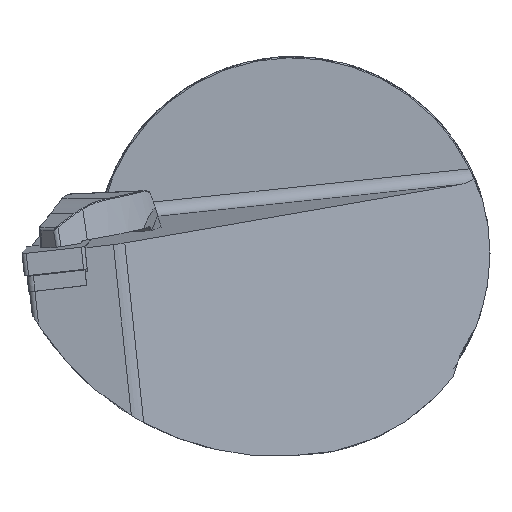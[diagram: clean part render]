
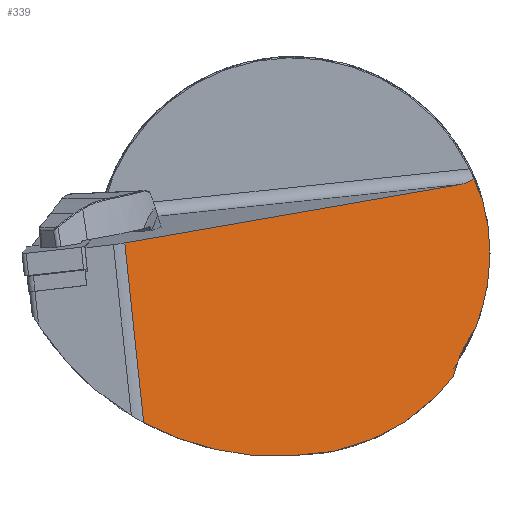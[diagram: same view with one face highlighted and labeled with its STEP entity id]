
A CAD part, left-side view. The second image highlights one B-rep face of the part: STEP entity #339.
In plain terms, the highlighted planar face has unit normal (-0.834, -0.551, -0.03).
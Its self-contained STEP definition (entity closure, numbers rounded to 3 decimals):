
#230=FACE_OUTER_BOUND('',#596,.T.);
#339=ADVANCED_FACE('',(#230),#461,.F.);
#461=PLANE('',#2299);
#525=ELLIPSE('',#2291,69.538,58.);
#526=ELLIPSE('',#2292,49.156,41.);
#527=ELLIPSE('',#2293,47.658,39.75);
#528=ELLIPSE('',#2294,35.887,27.664);
#529=ELLIPSE('',#2295,47.957,40.);
#530=ELLIPSE('',#2296,35.887,27.664);
#531=ELLIPSE('',#2297,47.658,39.75);
#532=ELLIPSE('',#2298,5.508,3.);
#596=EDGE_LOOP('',(#891,#892,#893,#894,#895,#896,#897,#898,#899,#900,#901,
#902,#903));
#738=B_SPLINE_CURVE_WITH_KNOTS('',3,(#3381,#3382,#3383,#3384),
 .UNSPECIFIED.,.F.,.F.,(4,4),(0.,1.),.UNSPECIFIED.);
#739=B_SPLINE_CURVE_WITH_KNOTS('',3,(#3386,#3387,#3388,#3389,#3390,#3391,
#3392),.UNSPECIFIED.,.F.,.F.,(4,3,4),(0.,0.485,1.),
 .UNSPECIFIED.);
#891=ORIENTED_EDGE('',*,*,#1686,.T.);
#892=ORIENTED_EDGE('',*,*,#1687,.T.);
#893=ORIENTED_EDGE('',*,*,#1688,.T.);
#894=ORIENTED_EDGE('',*,*,#1689,.F.);
#895=ORIENTED_EDGE('',*,*,#1690,.F.);
#896=ORIENTED_EDGE('',*,*,#1691,.F.);
#897=ORIENTED_EDGE('',*,*,#1692,.F.);
#898=ORIENTED_EDGE('',*,*,#1693,.F.);
#899=ORIENTED_EDGE('',*,*,#1694,.F.);
#900=ORIENTED_EDGE('',*,*,#1695,.F.);
#901=ORIENTED_EDGE('',*,*,#1696,.F.);
#902=ORIENTED_EDGE('',*,*,#1649,.F.);
#903=ORIENTED_EDGE('',*,*,#1697,.F.);
#1448=VERTEX_POINT('',#3020);
#1449=VERTEX_POINT('',#3022);
#1483=VERTEX_POINT('',#3375);
#1484=VERTEX_POINT('',#3376);
#1485=VERTEX_POINT('',#3378);
#1486=VERTEX_POINT('',#3380);
#1487=VERTEX_POINT('',#3385);
#1488=VERTEX_POINT('',#3393);
#1489=VERTEX_POINT('',#3395);
#1490=VERTEX_POINT('',#3397);
#1491=VERTEX_POINT('',#3399);
#1492=VERTEX_POINT('',#3401);
#1493=VERTEX_POINT('',#3403);
#1649=EDGE_CURVE('',#1448,#1449,#1946,.T.);
#1686=EDGE_CURVE('',#1483,#1484,#525,.T.);
#1687=EDGE_CURVE('',#1484,#1485,#1969,.T.);
#1688=EDGE_CURVE('',#1485,#1486,#526,.T.);
#1689=EDGE_CURVE('',#1487,#1486,#738,.T.);
#1690=EDGE_CURVE('',#1488,#1487,#739,.T.);
#1691=EDGE_CURVE('',#1489,#1488,#527,.T.);
#1692=EDGE_CURVE('',#1490,#1489,#528,.T.);
#1693=EDGE_CURVE('',#1491,#1490,#529,.T.);
#1694=EDGE_CURVE('',#1492,#1491,#530,.T.);
#1695=EDGE_CURVE('',#1493,#1492,#531,.T.);
#1696=EDGE_CURVE('',#1449,#1493,#532,.T.);
#1697=EDGE_CURVE('',#1483,#1448,#1970,.T.);
#1946=LINE('',#3021,#2095);
#1969=LINE('',#3377,#2118);
#1970=LINE('',#3405,#2119);
#2095=VECTOR('',#2479,1.);
#2118=VECTOR('',#2528,1.);
#2119=VECTOR('',#2543,1.);
#2291=AXIS2_PLACEMENT_3D('',#3374,#2526,#2527);
#2292=AXIS2_PLACEMENT_3D('',#3379,#2529,#2530);
#2293=AXIS2_PLACEMENT_3D('',#3394,#2531,#2532);
#2294=AXIS2_PLACEMENT_3D('',#3396,#2533,#2534);
#2295=AXIS2_PLACEMENT_3D('',#3398,#2535,#2536);
#2296=AXIS2_PLACEMENT_3D('',#3400,#2537,#2538);
#2297=AXIS2_PLACEMENT_3D('',#3402,#2539,#2540);
#2298=AXIS2_PLACEMENT_3D('',#3404,#2541,#2542);
#2299=AXIS2_PLACEMENT_3D('',#3406,#2544,#2545);
#2479=DIRECTION('',(0.542,-0.828,0.144));
#2526=DIRECTION('',(-0.834,-0.551,-0.03));
#2527=DIRECTION('',(0.552,-0.833,-0.046));
#2528=DIRECTION('',(0.551,-0.834,0.));
#2529=DIRECTION('',(-0.834,-0.551,-0.03));
#2530=DIRECTION('',(0.552,-0.833,-0.046));
#2531=DIRECTION('',(0.834,0.551,0.03));
#2532=DIRECTION('',(-0.552,0.833,0.046));
#2533=DIRECTION('',(0.834,0.551,0.03));
#2534=DIRECTION('',(0.552,-0.833,-0.046));
#2535=DIRECTION('',(0.834,0.551,0.03));
#2536=DIRECTION('',(-0.552,0.833,0.046));
#2537=DIRECTION('',(0.834,0.551,0.03));
#2538=DIRECTION('',(0.552,-0.833,-0.046));
#2539=DIRECTION('',(0.834,0.551,0.03));
#2540=DIRECTION('',(-0.552,0.833,0.046));
#2541=DIRECTION('',(-0.834,-0.551,-0.03));
#2542=DIRECTION('',(0.542,-0.828,0.144));
#2543=DIRECTION('',(-0.105,0.104,0.989));
#2544=DIRECTION('',(0.834,0.551,0.03));
#2545=DIRECTION('',(0.551,-0.834,0.));
#3020=CARTESIAN_POINT('',(2.82,34.128,2.139));
#3021=CARTESIAN_POINT('',(2.82,34.128,2.139));
#3022=CARTESIAN_POINT('',(47.314,-33.896,13.991));
#3374=CARTESIAN_POINT('',(22.975,2.805,16.767));
#3375=CARTESIAN_POINT('',(6.672,30.298,-34.303));
#3376=CARTESIAN_POINT('',(21.64,8.,-41.));
#3377=CARTESIAN_POINT('',(9.956,25.694,-41.));
#3378=CARTESIAN_POINT('',(26.923,0.,-41.));
#3379=CARTESIAN_POINT('',(25.436,0.,0.));
#3380=CARTESIAN_POINT('',(47.816,-32.518,-24.972));
#3381=CARTESIAN_POINT('',(48.307,-33.409,-22.267));
#3382=CARTESIAN_POINT('',(48.152,-33.125,-23.178));
#3383=CARTESIAN_POINT('',(47.989,-32.827,-24.079));
#3384=CARTESIAN_POINT('',(47.816,-32.518,-24.972));
#3385=CARTESIAN_POINT('',(48.307,-33.409,-22.267));
#3386=CARTESIAN_POINT('',(49.,-34.607,-19.555));
#3387=CARTESIAN_POINT('',(48.861,-34.374,-19.967));
#3388=CARTESIAN_POINT('',(48.736,-34.161,-20.396));
#3389=CARTESIAN_POINT('',(48.622,-33.965,-20.834));
#3390=CARTESIAN_POINT('',(48.501,-33.756,-21.298));
#3391=CARTESIAN_POINT('',(48.391,-33.563,-21.775));
#3392=CARTESIAN_POINT('',(48.307,-33.409,-22.267));
#3393=CARTESIAN_POINT('',(49.,-34.607,-19.555));
#3394=CARTESIAN_POINT('',(25.436,0.,0.));
#3395=CARTESIAN_POINT('',(50.,-36.307,-16.182));
#3396=CARTESIAN_POINT('',(32.996,-11.413,-0.627));
#3397=CARTESIAN_POINT('',(50.433,-37.019,-15.152));
#3398=CARTESIAN_POINT('',(25.436,0.,0.));
#3399=CARTESIAN_POINT('',(50.433,-38.456,11.006));
#3400=CARTESIAN_POINT('',(32.996,-11.413,-0.627));
#3401=CARTESIAN_POINT('',(50.,-37.861,12.109));
#3402=CARTESIAN_POINT('',(25.436,0.,0.));
#3403=CARTESIAN_POINT('',(49.146,-36.737,15.182));
#3404=CARTESIAN_POINT('',(47.,-33.584,16.958));
#3405=CARTESIAN_POINT('',(10.765,26.228,-73.03));
#3406=CARTESIAN_POINT('',(10.765,26.228,-73.03));
